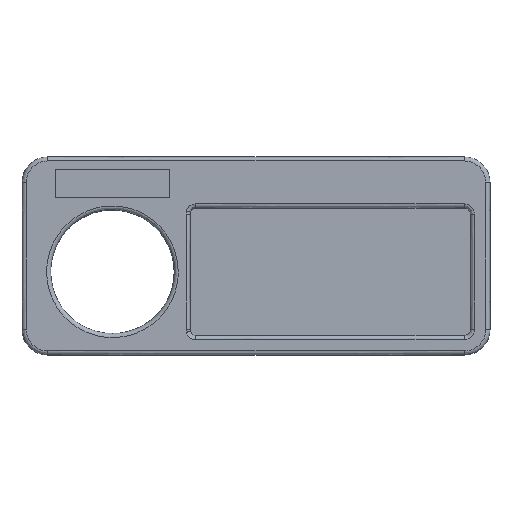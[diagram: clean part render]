
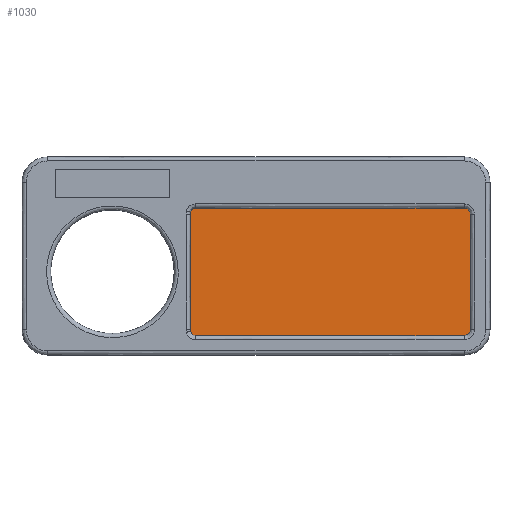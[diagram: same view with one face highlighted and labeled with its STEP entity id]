
A CAD part, top view. The second image highlights one B-rep face of the part: STEP entity #1030.
In plain terms, the highlighted planar face has unit normal (0, 0, 1).
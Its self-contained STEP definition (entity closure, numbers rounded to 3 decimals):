
#23=CIRCLE('',#1068,2.3);
#24=CIRCLE('',#1071,1.1);
#25=CIRCLE('',#1074,1.1);
#26=CIRCLE('',#1075,2.3);
#135=B_SPLINE_CURVE_WITH_KNOTS('',3,(#2919,#2920,#2921,#2922,#2923,#2924,
#2925,#2926,#2927,#2928),.UNSPECIFIED.,.F.,.F.,(4,3,3,4),(0.,0.051,
0.086,0.12),.UNSPECIFIED.);
#138=B_SPLINE_CURVE_WITH_KNOTS('',3,(#3085,#3086,#3087,#3088,#3089,#3090,
#3091,#3092,#3093,#3094),.UNSPECIFIED.,.F.,.F.,(4,3,3,4),(0.,0.034,
0.068,0.12),.UNSPECIFIED.);
#221=FACE_OUTER_BOUND('',#289,.T.);
#289=EDGE_LOOP('',(#883,#884,#885,#886,#887,#888,#889,#890,#891,#892));
#333=LINE('',#2932,#380);
#336=LINE('',#2940,#383);
#337=LINE('',#3102,#384);
#338=LINE('',#3105,#385);
#380=VECTOR('',#1172,10.);
#383=VECTOR('',#1181,10.);
#384=VECTOR('',#1186,10.);
#385=VECTOR('',#1189,10.);
#476=VERTEX_POINT('',#2882);
#477=VERTEX_POINT('',#2887);
#478=VERTEX_POINT('',#2914);
#479=VERTEX_POINT('',#2930);
#480=VERTEX_POINT('',#2934);
#481=VERTEX_POINT('',#2938);
#482=VERTEX_POINT('',#3079);
#483=VERTEX_POINT('',#3084);
#484=VERTEX_POINT('',#3100);
#485=VERTEX_POINT('',#3103);
#613=EDGE_CURVE('',#477,#476,#23,.T.);
#616=EDGE_CURVE('',#476,#478,#135,.T.);
#618=EDGE_CURVE('',#479,#478,#333,.T.);
#620=EDGE_CURVE('',#480,#479,#24,.T.);
#622=EDGE_CURVE('',#481,#480,#336,.T.);
#625=EDGE_CURVE('',#483,#482,#138,.T.);
#627=EDGE_CURVE('',#484,#481,#25,.T.);
#628=EDGE_CURVE('',#483,#484,#337,.T.);
#629=EDGE_CURVE('',#482,#485,#26,.T.);
#630=EDGE_CURVE('',#485,#477,#338,.T.);
#883=ORIENTED_EDGE('',*,*,#616,.T.);
#884=ORIENTED_EDGE('',*,*,#618,.F.);
#885=ORIENTED_EDGE('',*,*,#620,.F.);
#886=ORIENTED_EDGE('',*,*,#622,.F.);
#887=ORIENTED_EDGE('',*,*,#627,.F.);
#888=ORIENTED_EDGE('',*,*,#628,.F.);
#889=ORIENTED_EDGE('',*,*,#625,.T.);
#890=ORIENTED_EDGE('',*,*,#629,.T.);
#891=ORIENTED_EDGE('',*,*,#630,.T.);
#892=ORIENTED_EDGE('',*,*,#613,.T.);
#971=PLANE('',#1073);
#1030=ADVANCED_FACE('',(#221),#971,.T.);
#1068=AXIS2_PLACEMENT_3D('',#2888,#1166,#1167);
#1071=AXIS2_PLACEMENT_3D('',#2936,#1176,#1177);
#1073=AXIS2_PLACEMENT_3D('',#3099,#1182,#1183);
#1074=AXIS2_PLACEMENT_3D('',#3101,#1184,#1185);
#1075=AXIS2_PLACEMENT_3D('',#3104,#1187,#1188);
#1166=DIRECTION('center_axis',(0.,0.,1.));
#1167=DIRECTION('ref_axis',(-1.,0.,0.));
#1172=DIRECTION('',(-1.,0.,0.));
#1176=DIRECTION('center_axis',(0.,0.,-1.));
#1177=DIRECTION('ref_axis',(0.,-1.,0.));
#1181=DIRECTION('',(0.,-1.,0.));
#1182=DIRECTION('center_axis',(0.,0.,1.));
#1183=DIRECTION('ref_axis',(-1.,0.,0.));
#1184=DIRECTION('center_axis',(0.,0.,-1.));
#1185=DIRECTION('ref_axis',(1.,0.,0.));
#1186=DIRECTION('',(1.,0.,0.));
#1187=DIRECTION('center_axis',(0.,0.,1.));
#1188=DIRECTION('ref_axis',(0.,1.,0.));
#1189=DIRECTION('',(0.,-1.,0.));
#2882=CARTESIAN_POINT('',(104.834,15.684,-3.2));
#2887=CARTESIAN_POINT('',(104.8,16.075,-3.2));
#2888=CARTESIAN_POINT('Origin',(107.1,16.075,-3.2));
#2914=CARTESIAN_POINT('',(105.675,14.975,-3.2));
#2919=CARTESIAN_POINT('Ctrl Pts',(104.834,15.684,-3.2));
#2920=CARTESIAN_POINT('Ctrl Pts',(104.86,15.529,-3.2));
#2921=CARTESIAN_POINT('Ctrl Pts',(104.938,15.364,-3.2));
#2922=CARTESIAN_POINT('Ctrl Pts',(105.06,15.236,-3.2));
#2923=CARTESIAN_POINT('Ctrl Pts',(105.142,15.151,-3.2));
#2924=CARTESIAN_POINT('Ctrl Pts',(105.244,15.083,-3.2));
#2925=CARTESIAN_POINT('Ctrl Pts',(105.351,15.039,-3.2));
#2926=CARTESIAN_POINT('Ctrl Pts',(105.458,14.995,-3.2));
#2927=CARTESIAN_POINT('Ctrl Pts',(105.57,14.975,-3.2));
#2928=CARTESIAN_POINT('Ctrl Pts',(105.675,14.975,-3.2));
#2930=CARTESIAN_POINT('',(152.5,14.975,-3.2));
#2932=CARTESIAN_POINT('',(134.375,14.975,-3.2));
#2934=CARTESIAN_POINT('',(153.6,16.075,-3.2));
#2936=CARTESIAN_POINT('Origin',(152.5,16.075,-3.2));
#2938=CARTESIAN_POINT('',(153.6,36.075,-3.2));
#2940=CARTESIAN_POINT('',(153.6,31.075,-3.2));
#3079=CARTESIAN_POINT('',(104.834,36.466,-3.2));
#3084=CARTESIAN_POINT('',(105.675,37.175,-3.2));
#3085=CARTESIAN_POINT('Ctrl Pts',(105.675,37.175,-3.2));
#3086=CARTESIAN_POINT('Ctrl Pts',(105.57,37.175,-3.2));
#3087=CARTESIAN_POINT('Ctrl Pts',(105.458,37.155,-3.2));
#3088=CARTESIAN_POINT('Ctrl Pts',(105.351,37.111,-3.2));
#3089=CARTESIAN_POINT('Ctrl Pts',(105.244,37.067,-3.2));
#3090=CARTESIAN_POINT('Ctrl Pts',(105.142,36.999,-3.2));
#3091=CARTESIAN_POINT('Ctrl Pts',(105.06,36.914,-3.2));
#3092=CARTESIAN_POINT('Ctrl Pts',(104.938,36.786,-3.2));
#3093=CARTESIAN_POINT('Ctrl Pts',(104.86,36.621,-3.2));
#3094=CARTESIAN_POINT('Ctrl Pts',(104.834,36.466,-3.2));
#3099=CARTESIAN_POINT('Origin',(116.25,26.075,-3.2));
#3100=CARTESIAN_POINT('',(152.5,37.175,-3.2));
#3101=CARTESIAN_POINT('Origin',(152.5,36.075,-3.2));
#3102=CARTESIAN_POINT('',(98.125,37.175,-3.2));
#3103=CARTESIAN_POINT('',(104.8,36.075,-3.2));
#3104=CARTESIAN_POINT('Origin',(107.1,36.075,-3.2));
#3105=CARTESIAN_POINT('',(104.8,31.075,-3.2));
